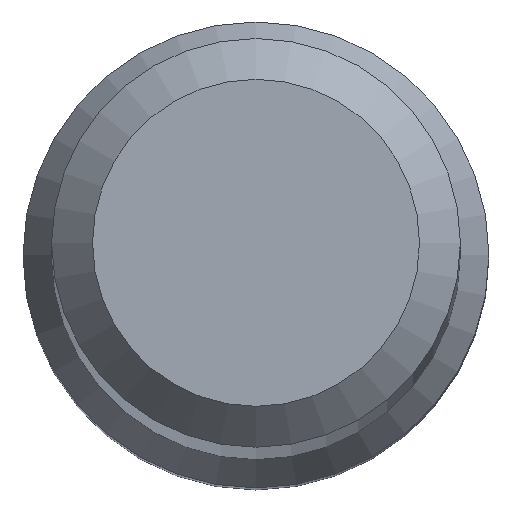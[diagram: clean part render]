
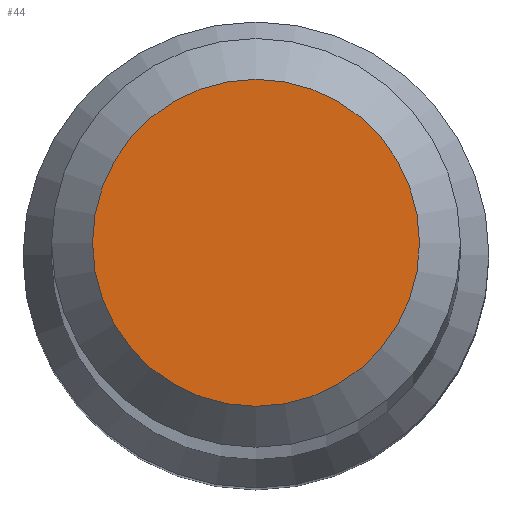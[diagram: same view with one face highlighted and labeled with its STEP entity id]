
A CAD part, top view. The second image highlights one B-rep face of the part: STEP entity #44.
In plain terms, the highlighted planar face has unit normal (0, 0, 1).
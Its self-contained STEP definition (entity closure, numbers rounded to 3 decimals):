
#16 = AXIS2_PLACEMENT_3D ( 'NONE', #175, #158, #201 ) ;
#44 = ADVANCED_FACE ( 'NONE', ( #125 ), #144, .F. ) ;
#46 = DIRECTION ( 'NONE',  ( 0., 0., -1. ) ) ;
#82 = AXIS2_PLACEMENT_3D ( 'NONE', #202, #46, #157 ) ;
#99 = EDGE_CURVE ( 'NONE', #167, #167, #172, .T. ) ;
#125 = FACE_OUTER_BOUND ( 'NONE', #146, .T. ) ;
#144 = PLANE ( 'NONE',  #16 ) ;
#146 = EDGE_LOOP ( 'NONE', ( #184 ) ) ;
#157 = DIRECTION ( 'NONE',  ( 0., 1., 0. ) ) ;
#158 = DIRECTION ( 'NONE',  ( 0., 0., -1. ) ) ;
#167 = VERTEX_POINT ( 'NONE', #205 ) ;
#172 = CIRCLE ( 'NONE', #82, 1.6 ) ;
#175 = CARTESIAN_POINT ( 'NONE',  ( 0., 0., 80. ) ) ;
#184 = ORIENTED_EDGE ( 'NONE', *, *, #99, .F. ) ;
#201 = DIRECTION ( 'NONE',  ( 0., 1., 0. ) ) ;
#202 = CARTESIAN_POINT ( 'NONE',  ( 0., 0., 80. ) ) ;
#205 = CARTESIAN_POINT ( 'NONE',  ( 0., 1.6, 80. ) ) ;
